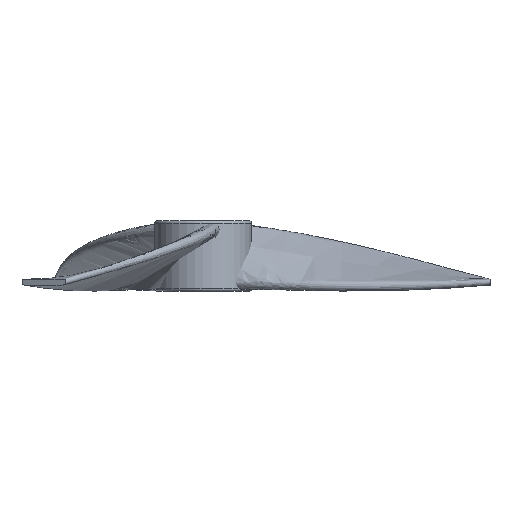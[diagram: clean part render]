
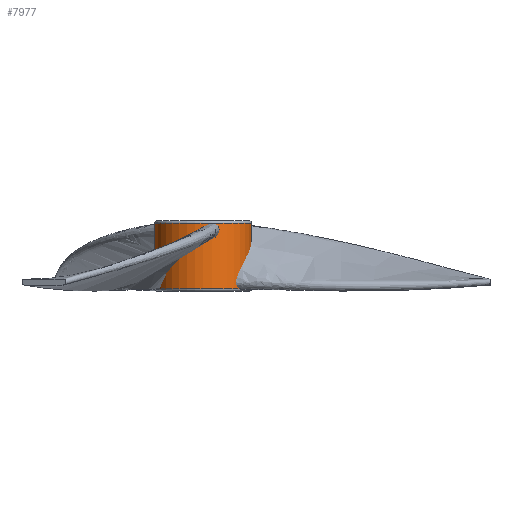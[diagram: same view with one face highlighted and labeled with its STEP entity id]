
A CAD part, front view. The second image highlights one B-rep face of the part: STEP entity #7977.
In plain terms, the highlighted cylindrical face has radius 65 mm (diameter 130 mm), a full revolution.
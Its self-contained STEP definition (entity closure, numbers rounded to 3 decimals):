
#7957 = VERTEX_POINT('',#7958);
#7958 = CARTESIAN_POINT('',(-65.,0.,69.));
#7965 = EDGE_CURVE('',#7957,#7957,#7966,.T.);
#7966 = CIRCLE('',#7967,65.);
#7967 = AXIS2_PLACEMENT_3D('',#7968,#7969,#7970);
#7968 = CARTESIAN_POINT('',(0.,0.,69.));
#7969 = DIRECTION('',(0.,0.,1.));
#7970 = DIRECTION('',(1.,0.,-0.));
#7977 = ADVANCED_FACE('',(#7978),#8006,.T.);
#7978 = FACE_BOUND('',#7979,.T.);
#7979 = EDGE_LOOP('',(#7980,#7981,#7989,#7998,#8005));
#7980 = ORIENTED_EDGE('',*,*,#7965,.F.);
#7981 = ORIENTED_EDGE('',*,*,#7982,.T.);
#7982 = EDGE_CURVE('',#7957,#7983,#7985,.T.);
#7983 = VERTEX_POINT('',#7984);
#7984 = CARTESIAN_POINT('',(-65.,0.,-19.));
#7985 = LINE('',#7986,#7987);
#7986 = CARTESIAN_POINT('',(-65.,0.,0.));
#7987 = VECTOR('',#7988,1.);
#7988 = DIRECTION('',(0.,0.,-1.));
#7989 = ORIENTED_EDGE('',*,*,#7990,.F.);
#7990 = EDGE_CURVE('',#7991,#7983,#7993,.T.);
#7991 = VERTEX_POINT('',#7992);
#7992 = CARTESIAN_POINT('',(65.,0.,-19.));
#7993 = CIRCLE('',#7994,65.);
#7994 = AXIS2_PLACEMENT_3D('',#7995,#7996,#7997);
#7995 = CARTESIAN_POINT('',(0.,0.,-19.));
#7996 = DIRECTION('',(0.,0.,-1.));
#7997 = DIRECTION('',(1.,0.,0.));
#7998 = ORIENTED_EDGE('',*,*,#7999,.F.);
#7999 = EDGE_CURVE('',#7983,#7991,#8000,.T.);
#8000 = CIRCLE('',#8001,65.);
#8001 = AXIS2_PLACEMENT_3D('',#8002,#8003,#8004);
#8002 = CARTESIAN_POINT('',(0.,0.,-19.));
#8003 = DIRECTION('',(0.,0.,-1.));
#8004 = DIRECTION('',(1.,0.,0.));
#8005 = ORIENTED_EDGE('',*,*,#7982,.F.);
#8006 = CYLINDRICAL_SURFACE('',#8007,65.);
#8007 = AXIS2_PLACEMENT_3D('',#8008,#8009,#8010);
#8008 = CARTESIAN_POINT('',(0.,0.,0.));
#8009 = DIRECTION('',(0.,0.,1.));
#8010 = DIRECTION('',(1.,0.,-0.));
